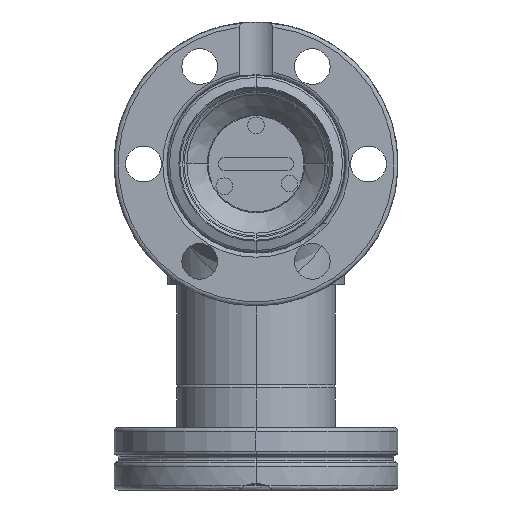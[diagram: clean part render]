
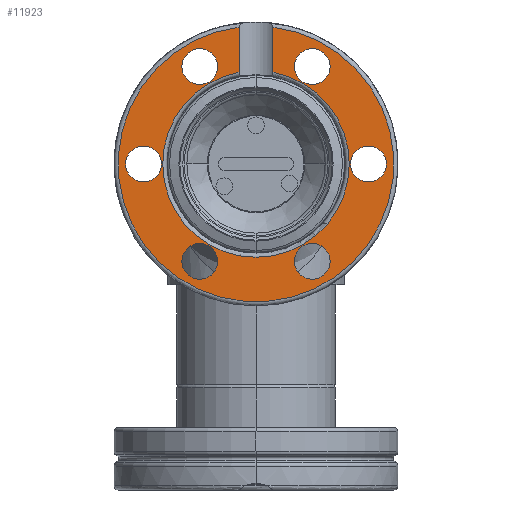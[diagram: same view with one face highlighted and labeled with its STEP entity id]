
A CAD part, front view. The second image highlights one B-rep face of the part: STEP entity #11923.
In plain terms, the highlighted planar face has unit normal (0, -1, 0).
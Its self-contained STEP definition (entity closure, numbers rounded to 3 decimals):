
#4028=DIRECTION('',(0.,0.,1.));
#4029=VECTOR('',#4028,5.411);
#4030=CARTESIAN_POINT('',(-2.04,0.,
11.013));
#4031=LINE('',#4030,#4029);
#4064=DIRECTION('',(0.,0.,-1.));
#4065=VECTOR('',#4064,5.411);
#4066=CARTESIAN_POINT('',(2.04,0.,
16.424));
#4067=LINE('',#4066,#4065);
#4134=CARTESIAN_POINT('',(0.,0.,0.));
#4135=DIRECTION('',(0.,-1.,0.));
#4136=DIRECTION('',(-0.182,0.,0.983));
#4137=AXIS2_PLACEMENT_3D('',#4134,#4135,#4136);
#4139=CARTESIAN_POINT('',(0.,0.,0.));
#4140=DIRECTION('',(0.,1.,0.));
#4141=DIRECTION('',(0.123,0.,0.992));
#4142=AXIS2_PLACEMENT_3D('',#4139,#4140,#4141);
#4144=CARTESIAN_POINT('',(6.75,0.,11.691));
#4145=DIRECTION('',(0.,-1.,0.));
#4146=DIRECTION('',(0.,0.,1.));
#4147=AXIS2_PLACEMENT_3D('',#4144,#4145,#4146);
#4149=CARTESIAN_POINT('',(6.75,0.,11.691));
#4150=DIRECTION('',(0.,-1.,0.));
#4151=DIRECTION('',(0.,0.,-1.));
#4152=AXIS2_PLACEMENT_3D('',#4149,#4150,#4151);
#4154=CARTESIAN_POINT('',(-6.75,0.,11.691));
#4155=DIRECTION('',(0.,-1.,0.));
#4156=DIRECTION('',(-0.866,0.,0.5));
#4157=AXIS2_PLACEMENT_3D('',#4154,#4155,#4156);
#4159=CARTESIAN_POINT('',(-6.75,0.,11.691));
#4160=DIRECTION('',(0.,-1.,0.));
#4161=DIRECTION('',(0.866,0.,-0.5));
#4162=AXIS2_PLACEMENT_3D('',#4159,#4160,#4161);
#4164=CARTESIAN_POINT('',(-13.5,0.,0.));
#4165=DIRECTION('',(0.,-1.,0.));
#4166=DIRECTION('',(-0.866,0.,-0.5));
#4167=AXIS2_PLACEMENT_3D('',#4164,#4165,#4166);
#4169=CARTESIAN_POINT('',(-13.5,0.,0.));
#4170=DIRECTION('',(0.,-1.,0.));
#4171=DIRECTION('',(0.866,0.,0.5));
#4172=AXIS2_PLACEMENT_3D('',#4169,#4170,#4171);
#4174=CARTESIAN_POINT('',(-6.75,0.,-11.691));
#4175=DIRECTION('',(0.,-1.,0.));
#4176=DIRECTION('',(0.,0.,-1.));
#4177=AXIS2_PLACEMENT_3D('',#4174,#4175,#4176);
#4179=CARTESIAN_POINT('',(-6.75,0.,-11.691));
#4180=DIRECTION('',(0.,-1.,0.));
#4181=DIRECTION('',(0.,0.,1.));
#4182=AXIS2_PLACEMENT_3D('',#4179,#4180,#4181);
#4184=CARTESIAN_POINT('',(6.75,0.,-11.691));
#4185=DIRECTION('',(0.,-1.,0.));
#4186=DIRECTION('',(0.866,0.,-0.5));
#4187=AXIS2_PLACEMENT_3D('',#4184,#4185,#4186);
#4189=CARTESIAN_POINT('',(6.75,0.,-11.691));
#4190=DIRECTION('',(0.,-1.,0.));
#4191=DIRECTION('',(-0.866,0.,0.5));
#4192=AXIS2_PLACEMENT_3D('',#4189,#4190,#4191);
#4194=CARTESIAN_POINT('',(13.5,0.,0.));
#4195=DIRECTION('',(0.,-1.,0.));
#4196=DIRECTION('',(0.866,0.,0.5));
#4197=AXIS2_PLACEMENT_3D('',#4194,#4195,#4196);
#4199=CARTESIAN_POINT('',(13.5,0.,0.));
#4200=DIRECTION('',(0.,-1.,0.));
#4201=DIRECTION('',(-0.866,0.,-0.5));
#4202=AXIS2_PLACEMENT_3D('',#4199,#4200,#4201);
#5130=CARTESIAN_POINT('',(2.04,0.,
16.424));
#5131=CARTESIAN_POINT('',(2.04,0.,
11.013));
#5132=VERTEX_POINT('',#5130);
#5133=VERTEX_POINT('',#5131);
#5134=CARTESIAN_POINT('',(-2.04,0.,
11.013));
#5135=CARTESIAN_POINT('',(-2.04,0.,
16.424));
#5136=VERTEX_POINT('',#5134);
#5137=VERTEX_POINT('',#5135);
#5138=CARTESIAN_POINT('',(6.75,0.,13.841));
#5139=CARTESIAN_POINT('',(6.75,0.,9.541));
#5140=VERTEX_POINT('',#5138);
#5141=VERTEX_POINT('',#5139);
#5142=CARTESIAN_POINT('',(-8.612,0.,12.766));
#5143=CARTESIAN_POINT('',(-4.888,0.,10.616));
#5144=VERTEX_POINT('',#5142);
#5145=VERTEX_POINT('',#5143);
#5146=CARTESIAN_POINT('',(-15.362,0.,-1.075));
#5147=CARTESIAN_POINT('',(-11.638,0.,1.075));
#5148=VERTEX_POINT('',#5146);
#5149=VERTEX_POINT('',#5147);
#5150=CARTESIAN_POINT('',(-6.75,0.,-13.841));
#5151=CARTESIAN_POINT('',(-6.75,0.,-9.541));
#5152=VERTEX_POINT('',#5150);
#5153=VERTEX_POINT('',#5151);
#5154=CARTESIAN_POINT('',(8.612,0.,-12.766));
#5155=CARTESIAN_POINT('',(4.888,0.,-10.616));
#5156=VERTEX_POINT('',#5154);
#5157=VERTEX_POINT('',#5155);
#5158=CARTESIAN_POINT('',(15.362,0.,1.075));
#5159=CARTESIAN_POINT('',(11.638,0.,-1.075));
#5160=VERTEX_POINT('',#5158);
#5161=VERTEX_POINT('',#5159);
#11875=CARTESIAN_POINT('',(0.,0.,-0.063));
#11876=DIRECTION('',(0.,1.,0.));
#11877=DIRECTION('',(0.,0.,-1.));
#11878=AXIS2_PLACEMENT_3D('',#11875,#11876,#11877);
#11879=PLANE('',#11878);
#11880=ORIENTED_EDGE('',*,*,#11864,.T.);
#11881=ORIENTED_EDGE('',*,*,#11848,.F.);
#11883=ORIENTED_EDGE('',*,*,#11882,.T.);
#11884=ORIENTED_EDGE('',*,*,#11839,.F.);
#11885=EDGE_LOOP('',(#11880,#11881,#11883,#11884));
#11886=FACE_OUTER_BOUND('',#11885,.F.);
#11888=ORIENTED_EDGE('',*,*,#11887,.T.);
#11890=ORIENTED_EDGE('',*,*,#11889,.T.);
#11891=EDGE_LOOP('',(#11888,#11890));
#11892=FACE_BOUND('',#11891,.F.);
#11894=ORIENTED_EDGE('',*,*,#11893,.T.);
#11896=ORIENTED_EDGE('',*,*,#11895,.T.);
#11897=EDGE_LOOP('',(#11894,#11896));
#11898=FACE_BOUND('',#11897,.F.);
#11900=ORIENTED_EDGE('',*,*,#11899,.T.);
#11902=ORIENTED_EDGE('',*,*,#11901,.T.);
#11903=EDGE_LOOP('',(#11900,#11902));
#11904=FACE_BOUND('',#11903,.F.);
#11906=ORIENTED_EDGE('',*,*,#11905,.T.);
#11908=ORIENTED_EDGE('',*,*,#11907,.T.);
#11909=EDGE_LOOP('',(#11906,#11908));
#11910=FACE_BOUND('',#11909,.F.);
#11912=ORIENTED_EDGE('',*,*,#11911,.T.);
#11914=ORIENTED_EDGE('',*,*,#11913,.T.);
#11915=EDGE_LOOP('',(#11912,#11914));
#11916=FACE_BOUND('',#11915,.F.);
#11918=ORIENTED_EDGE('',*,*,#11917,.T.);
#11920=ORIENTED_EDGE('',*,*,#11919,.T.);
#11921=EDGE_LOOP('',(#11918,#11920));
#11922=FACE_BOUND('',#11921,.F.);
#4138=CIRCLE('',#4137,11.2);
#4143=CIRCLE('',#4142,16.55);
#4148=CIRCLE('',#4147,2.15);
#4153=CIRCLE('',#4152,2.15);
#4158=CIRCLE('',#4157,2.15);
#4163=CIRCLE('',#4162,2.15);
#4168=CIRCLE('',#4167,2.15);
#4173=CIRCLE('',#4172,2.15);
#4178=CIRCLE('',#4177,2.15);
#4183=CIRCLE('',#4182,2.15);
#4188=CIRCLE('',#4187,2.15);
#4193=CIRCLE('',#4192,2.15);
#4198=CIRCLE('',#4197,2.15);
#4203=CIRCLE('',#4202,2.15);
#11839=EDGE_CURVE('',#5136,#5137,#4031,.T.);
#11848=EDGE_CURVE('',#5132,#5133,#4067,.T.);
#11864=EDGE_CURVE('',#5136,#5133,#4138,.T.);
#11882=EDGE_CURVE('',#5132,#5137,#4143,.T.);
#11887=EDGE_CURVE('',#5140,#5141,#4148,.T.);
#11889=EDGE_CURVE('',#5141,#5140,#4153,.T.);
#11893=EDGE_CURVE('',#5144,#5145,#4158,.T.);
#11895=EDGE_CURVE('',#5145,#5144,#4163,.T.);
#11899=EDGE_CURVE('',#5148,#5149,#4168,.T.);
#11901=EDGE_CURVE('',#5149,#5148,#4173,.T.);
#11905=EDGE_CURVE('',#5152,#5153,#4178,.T.);
#11907=EDGE_CURVE('',#5153,#5152,#4183,.T.);
#11911=EDGE_CURVE('',#5156,#5157,#4188,.T.);
#11913=EDGE_CURVE('',#5157,#5156,#4193,.T.);
#11917=EDGE_CURVE('',#5160,#5161,#4198,.T.);
#11919=EDGE_CURVE('',#5161,#5160,#4203,.T.);
#11923=ADVANCED_FACE('',(#11886,#11892,#11898,#11904,#11910,#11916,#11922),
#11879,.F.);
